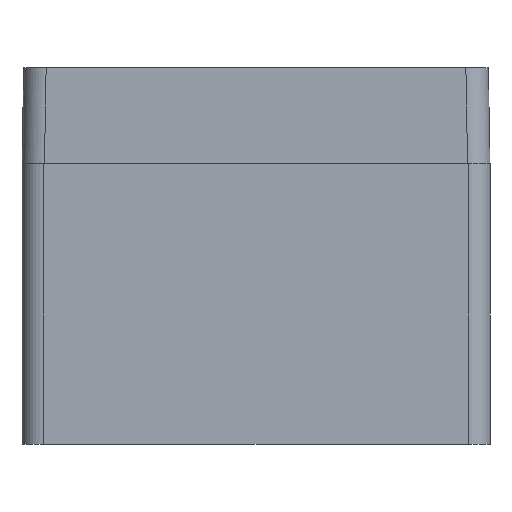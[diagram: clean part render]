
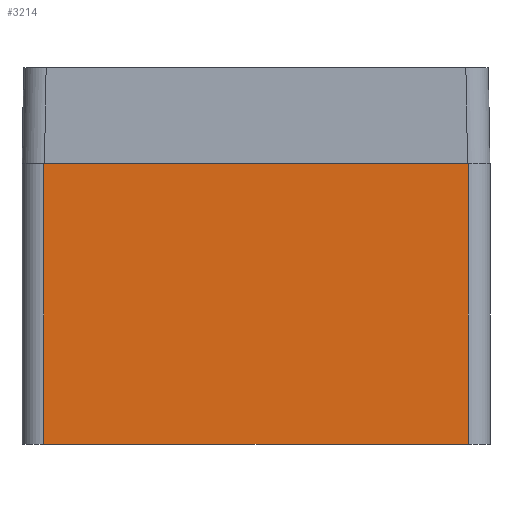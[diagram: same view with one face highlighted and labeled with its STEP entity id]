
A CAD part, front view. The second image highlights one B-rep face of the part: STEP entity #3214.
In plain terms, the highlighted planar face has unit normal (0, -1, 0).
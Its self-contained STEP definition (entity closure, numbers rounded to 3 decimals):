
#336 = VERTEX_POINT ( 'NONE', #1114 ) ;
#509 = CARTESIAN_POINT ( 'NONE',  ( -50., -80., 60. ) ) ;
#513 = DIRECTION ( 'NONE',  ( 1., 0., 0. ) ) ;
#534 = DIRECTION ( 'NONE',  ( 0., 0., -1. ) ) ;
#630 = CARTESIAN_POINT ( 'NONE',  ( -45.3, -80., 61.5 ) ) ;
#781 = AXIS2_PLACEMENT_3D ( 'NONE', #3092, #3466, #1368 ) ;
#926 = EDGE_CURVE ( 'NONE', #336, #1969, #3692, .T. ) ;
#957 = EDGE_CURVE ( 'NONE', #1969, #4102, #2598, .T. ) ;
#1114 = CARTESIAN_POINT ( 'NONE',  ( -45.3, -80., 60. ) ) ;
#1282 = LINE ( 'NONE', #4286, #3317 ) ;
#1368 = DIRECTION ( 'NONE',  ( 0., 0., 1. ) ) ;
#1392 = PLANE ( 'NONE',  #781 ) ;
#1533 = CARTESIAN_POINT ( 'NONE',  ( -45.3, -80., 0. ) ) ;
#1624 = EDGE_CURVE ( 'NONE', #4102, #4297, #1282, .T. ) ;
#1639 = ORIENTED_EDGE ( 'NONE', *, *, #1972, .T. ) ;
#1731 = CARTESIAN_POINT ( 'NONE',  ( 45.3, -80., 0. ) ) ;
#1969 = VERTEX_POINT ( 'NONE', #1533 ) ;
#1972 = EDGE_CURVE ( 'NONE', #4297, #336, #2932, .T. ) ;
#2577 = ORIENTED_EDGE ( 'NONE', *, *, #926, .T. ) ;
#2594 = CARTESIAN_POINT ( 'NONE',  ( -50., -80., 0. ) ) ;
#2598 = LINE ( 'NONE', #2594, #3313 ) ;
#2742 = VECTOR ( 'NONE', #534, 1000. ) ;
#2780 = CARTESIAN_POINT ( 'NONE',  ( 45.3, -80., 60. ) ) ;
#2932 = LINE ( 'NONE', #509, #3716 ) ;
#2943 = DIRECTION ( 'NONE',  ( -1., 0., 0. ) ) ;
#3092 = CARTESIAN_POINT ( 'NONE',  ( -50., -80., 61.5 ) ) ;
#3214 = ADVANCED_FACE ( 'NONE', ( #3675 ), #1392, .F. ) ;
#3265 = ORIENTED_EDGE ( 'NONE', *, *, #957, .T. ) ;
#3313 = VECTOR ( 'NONE', #513, 1000. ) ;
#3317 = VECTOR ( 'NONE', #4256, 1000. ) ;
#3466 = DIRECTION ( 'NONE',  ( 0., 1., 0. ) ) ;
#3675 = FACE_OUTER_BOUND ( 'NONE', #3966, .T. ) ;
#3692 = LINE ( 'NONE', #630, #2742 ) ;
#3716 = VECTOR ( 'NONE', #2943, 1000. ) ;
#3797 = ORIENTED_EDGE ( 'NONE', *, *, #1624, .T. ) ;
#3966 = EDGE_LOOP ( 'NONE', ( #3797, #1639, #2577, #3265 ) ) ;
#4102 = VERTEX_POINT ( 'NONE', #1731 ) ;
#4256 = DIRECTION ( 'NONE',  ( 0., 0., 1. ) ) ;
#4286 = CARTESIAN_POINT ( 'NONE',  ( 45.3, -80., 61.5 ) ) ;
#4297 = VERTEX_POINT ( 'NONE', #2780 ) ;
